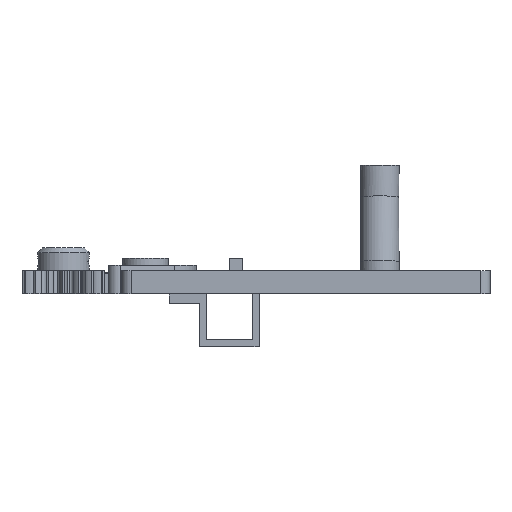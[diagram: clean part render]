
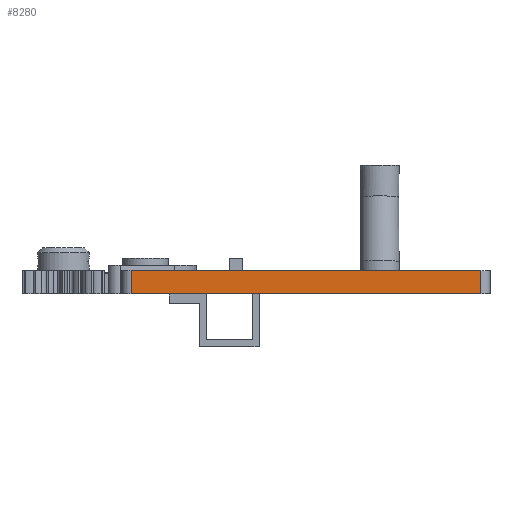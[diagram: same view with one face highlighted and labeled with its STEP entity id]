
A CAD part, left-side view. The second image highlights one B-rep face of the part: STEP entity #8280.
In plain terms, the highlighted planar face has unit normal (-1, 0, 0).
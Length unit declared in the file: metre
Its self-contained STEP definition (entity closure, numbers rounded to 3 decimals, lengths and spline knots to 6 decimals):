
#314=PLANE('',#8939);
#679=LINE('',#14479,#1434);
#717=LINE('',#14695,#1472);
#736=LINE('',#14802,#1491);
#737=LINE('',#14803,#1492);
#1434=VECTOR('',#9888,1.);
#1472=VECTOR('',#10068,1.);
#1491=VECTOR('',#10163,1.);
#1492=VECTOR('',#10164,1.);
#2778=ORIENTED_EDGE('',*,*,#4762,.F.);
#2779=ORIENTED_EDGE('',*,*,#4924,.T.);
#2780=ORIENTED_EDGE('',*,*,#4870,.T.);
#2781=ORIENTED_EDGE('',*,*,#4925,.T.);
#4762=EDGE_CURVE('',#5890,#5891,#679,.T.);
#4870=EDGE_CURVE('',#5998,#5999,#717,.T.);
#4924=EDGE_CURVE('',#5890,#5998,#736,.T.);
#4925=EDGE_CURVE('',#5999,#5891,#737,.F.);
#5890=VERTEX_POINT('',#14478);
#5891=VERTEX_POINT('',#14480);
#5998=VERTEX_POINT('',#14696);
#5999=VERTEX_POINT('',#14697);
#6996=EDGE_LOOP('',(#2778,#2779,#2780,#2781));
#7584=FACE_BOUND('',#6996,.T.);
#8280=ADVANCED_FACE('',(#7584),#314,.F.);
#8939=AXIS2_PLACEMENT_3D('',#14801,#10161,#10162);
#9888=DIRECTION('',(0.,-1.,0.));
#10068=DIRECTION('',(0.,-1.,0.));
#10161=DIRECTION('',(1.,0.,0.));
#10162=DIRECTION('',(0.,1.,0.));
#10163=DIRECTION('',(0.,0.,-1.));
#10164=DIRECTION('',(0.,0.,-1.));
#14478=CARTESIAN_POINT('',(-0.121885,0.007057,0.005));
#14479=CARTESIAN_POINT('',(-0.121885,-0.030943,0.005));
#14480=CARTESIAN_POINT('',(-0.121885,-0.068943,0.005));
#14695=CARTESIAN_POINT('',(-0.121885,-0.030943,0.));
#14696=CARTESIAN_POINT('',(-0.121885,0.007057,0.));
#14697=CARTESIAN_POINT('',(-0.121885,-0.068943,0.));
#14801=CARTESIAN_POINT('',(-0.121885,-0.030943,0.005));
#14802=CARTESIAN_POINT('',(-0.121885,0.007057,0.005));
#14803=CARTESIAN_POINT('',(-0.121885,-0.068943,0.005));
